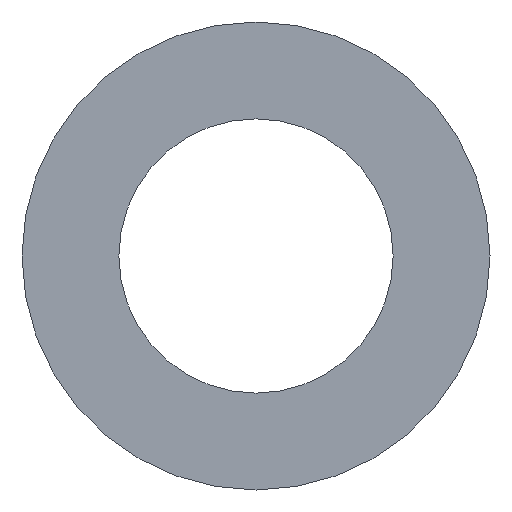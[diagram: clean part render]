
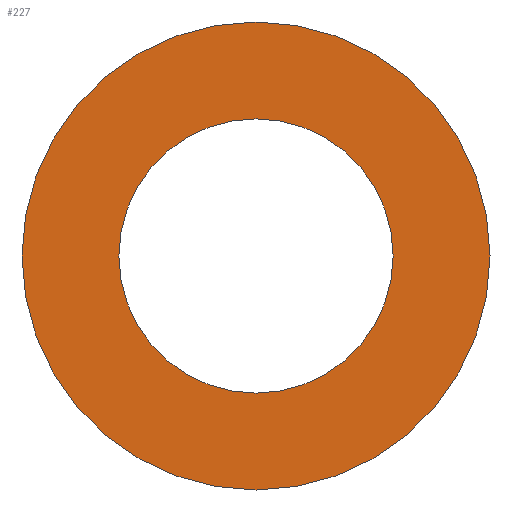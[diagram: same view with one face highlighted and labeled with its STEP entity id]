
A CAD part, front view. The second image highlights one B-rep face of the part: STEP entity #227.
In plain terms, the highlighted planar face has unit normal (0, -1, 0).
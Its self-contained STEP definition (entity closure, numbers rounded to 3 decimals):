
#1 = ORIENTED_EDGE ( 'NONE', *, *, #111, .T. ) ;
#2 = CIRCLE ( 'NONE', #165, 72.5 ) ;
#6 = DIRECTION ( 'NONE',  ( 0., 0., 1. ) ) ;
#13 = DIRECTION ( 'NONE',  ( 0., 0., 1. ) ) ;
#16 = CARTESIAN_POINT ( 'NONE',  ( 0., 0., 0. ) ) ;
#20 = VERTEX_POINT ( 'NONE', #154 ) ;
#42 = CIRCLE ( 'NONE', #175, 42.5 ) ;
#49 = EDGE_CURVE ( 'NONE', #205, #63, #219, .T. ) ;
#51 = CIRCLE ( 'NONE', #73, 42.5 ) ;
#61 = ORIENTED_EDGE ( 'NONE', *, *, #171, .F. ) ;
#63 = VERTEX_POINT ( 'NONE', #141 ) ;
#66 = CARTESIAN_POINT ( 'NONE',  ( 0., 0., 0. ) ) ;
#71 = DIRECTION ( 'NONE',  ( 0., 1., 0. ) ) ;
#73 = AXIS2_PLACEMENT_3D ( 'NONE', #16, #169, #13 ) ;
#81 = DIRECTION ( 'NONE',  ( 0., 1., 0. ) ) ;
#87 = ORIENTED_EDGE ( 'NONE', *, *, #49, .F. ) ;
#98 = DIRECTION ( 'NONE',  ( 0., 0., 1. ) ) ;
#111 = EDGE_CURVE ( 'NONE', #20, #208, #42, .T. ) ;
#116 = PLANE ( 'NONE',  #122 ) ;
#119 = CARTESIAN_POINT ( 'NONE',  ( 0., 0., 0. ) ) ;
#121 = ORIENTED_EDGE ( 'NONE', *, *, #210, .T. ) ;
#122 = AXIS2_PLACEMENT_3D ( 'NONE', #119, #184, #98 ) ;
#133 = CARTESIAN_POINT ( 'NONE',  ( 0., 0., -42.5 ) ) ;
#138 = DIRECTION ( 'NONE',  ( 0., 0., 1. ) ) ;
#140 = AXIS2_PLACEMENT_3D ( 'NONE', #66, #71, #138 ) ;
#141 = CARTESIAN_POINT ( 'NONE',  ( 0., 0., -72.5 ) ) ;
#147 = DIRECTION ( 'NONE',  ( 0., 0., 1. ) ) ;
#154 = CARTESIAN_POINT ( 'NONE',  ( 0., 0., 42.5 ) ) ;
#163 = CARTESIAN_POINT ( 'NONE',  ( 0., 0., 0. ) ) ;
#165 = AXIS2_PLACEMENT_3D ( 'NONE', #163, #81, #147 ) ;
#169 = DIRECTION ( 'NONE',  ( 0., 1., 0. ) ) ;
#171 = EDGE_CURVE ( 'NONE', #63, #205, #2, .T. ) ;
#175 = AXIS2_PLACEMENT_3D ( 'NONE', #232, #178, #6 ) ;
#178 = DIRECTION ( 'NONE',  ( 0., 1., 0. ) ) ;
#184 = DIRECTION ( 'NONE',  ( 0., 1., 0. ) ) ;
#199 = FACE_OUTER_BOUND ( 'NONE', #248, .T. ) ;
#205 = VERTEX_POINT ( 'NONE', #206 ) ;
#206 = CARTESIAN_POINT ( 'NONE',  ( 0., 0., 72.5 ) ) ;
#207 = EDGE_LOOP ( 'NONE', ( #121, #1 ) ) ;
#208 = VERTEX_POINT ( 'NONE', #133 ) ;
#210 = EDGE_CURVE ( 'NONE', #208, #20, #51, .T. ) ;
#219 = CIRCLE ( 'NONE', #140, 72.5 ) ;
#222 = FACE_BOUND ( 'NONE', #207, .T. ) ;
#227 = ADVANCED_FACE ( 'NONE', ( #199, #222 ), #116, .F. ) ;
#232 = CARTESIAN_POINT ( 'NONE',  ( 0., 0., 0. ) ) ;
#248 = EDGE_LOOP ( 'NONE', ( #61, #87 ) ) ;
